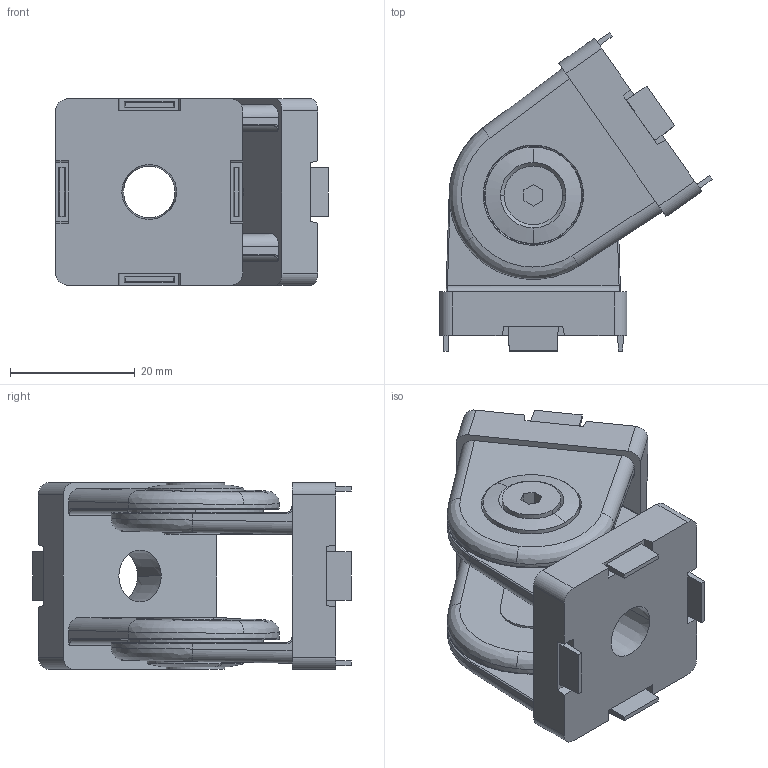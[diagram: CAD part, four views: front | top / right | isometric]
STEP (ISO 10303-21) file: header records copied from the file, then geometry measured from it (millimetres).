
FILE_DESCRIPTION (( 'STEP AP214' ), '1' );
FILE_NAME ('093g30an08.STEP', '2013-06-24T11:19:11', ( '' ), ( '' ), 'SwSTEP 2.0', 'SolidWorks 2012', '' );
FILE_SCHEMA (( 'AUTOMOTIVE_DESIGN' ));
Length unit declared in the file: millimetre
Products named in the file (5): 4din7991m0508ms01_4 din 7991 m0508m s01; 093gr10_093 g r10; 093gr09_093gr09; 093g30r01_093g30r07; 093g30an08
Assembly tree (8 placements, depth 2):
  093g30an08
    093g30r01_093g30r07  x2
    093gr09_093gr09  x2
    093gr10_093 g r10  x2
    4din7991m0508ms01_4 din 7991 m0508m s01  x2
Bounding box: 43.72 x 51.1 x 30 mm (x, y, z)
Volume: 21098.6 mm3; surface area: 14422.5 mm2
Topology: 8 solids, 8 shells, 286 faces, 682 edges, 432 vertices
Faces by surface type: plane 138, cylinder 72, torus 28, cone 28, bspline 16, sphere 4
Entity records: 4573 total; most frequent: CARTESIAN_POINT 1035, DIRECTION 717, ORIENTED_EDGE 682, EDGE_CURVE 341, AXIS2_PLACEMENT_3D 258, VERTEX_POINT 216, LINE 201, VECTOR 201
